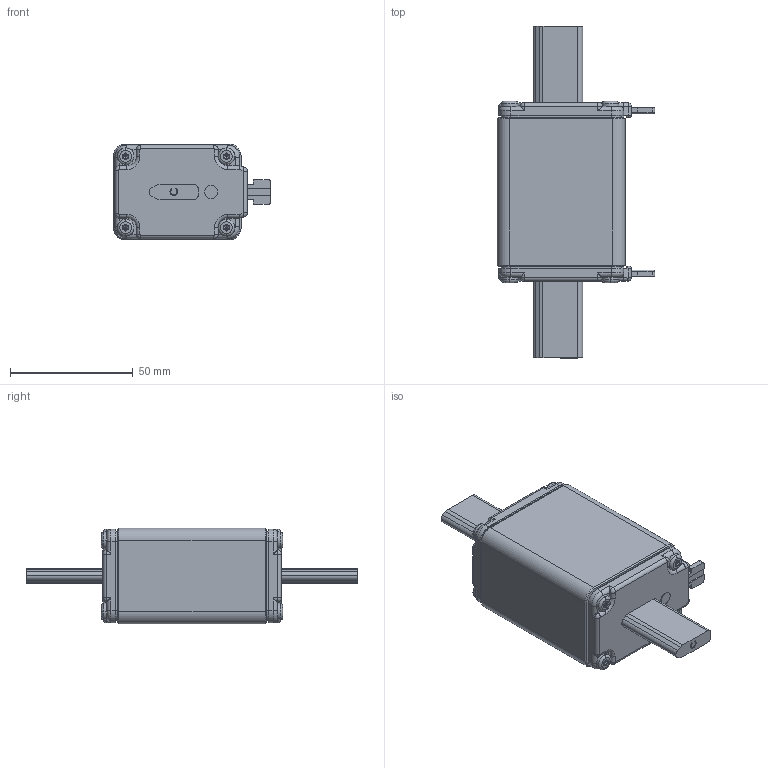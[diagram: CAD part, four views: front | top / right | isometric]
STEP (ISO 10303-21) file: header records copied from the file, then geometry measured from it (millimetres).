
FILE_DESCRIPTION (( 'STEP AP203' ), '1' );
FILE_NAME ('Assy -28.step', '2017-12-07T13:44:42', ( '' ), ( '' ), 'SwSTEP 2.0', 'SolidWorks 2013', '' );
FILE_SCHEMA (( 'CONFIG_CONTROL_DESIGN' ));
Length unit declared in the file: millimetre
Products named in the file (1): Assy -28
Bounding box: 64 x 135 x 39 mm (x, y, z)
Volume: 151469.2 mm3; surface area: 21281.6 mm2
Topology: 1 solids, 1 shells, 707 faces, 1754 edges, 994 vertices
Faces by surface type: cylinder 303, plane 162, cone 152, torus 68, bspline 18, sphere 4
Entity records: 21570 total; most frequent: CARTESIAN_POINT 5131, DIRECTION 3594, ORIENTED_EDGE 3360, EDGE_CURVE 1680, AXIS2_PLACEMENT_3D 1381, VERTEX_POINT 994, VECTOR 832, LINE 832
